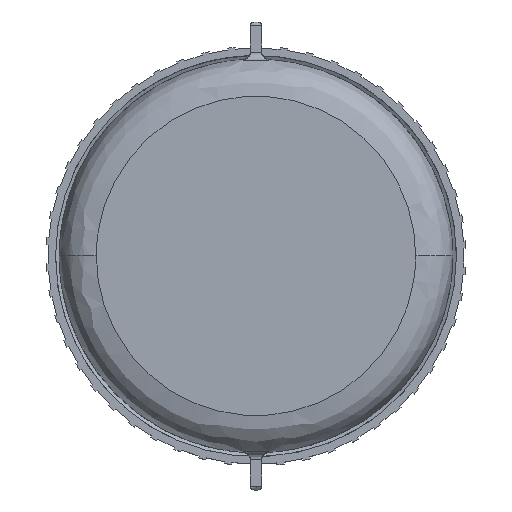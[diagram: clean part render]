
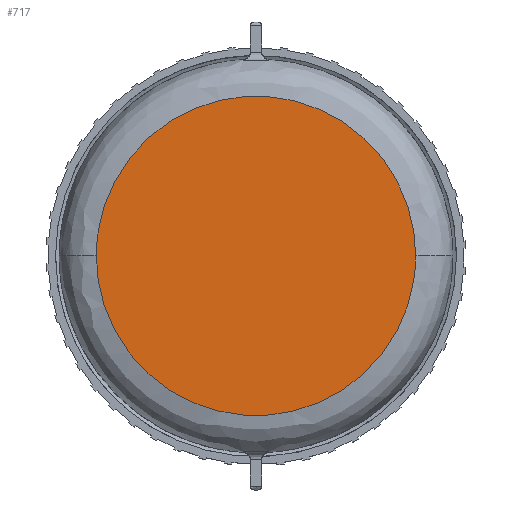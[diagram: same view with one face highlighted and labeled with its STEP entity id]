
A CAD part, top view. The second image highlights one B-rep face of the part: STEP entity #717.
In plain terms, the highlighted free-form (B-spline) face has degree [1, 1] with [2, 2] control points.
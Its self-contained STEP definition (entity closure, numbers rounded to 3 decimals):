
#21 = EDGE_CURVE('',#22,#24,#26,.T.);
#22 = VERTEX_POINT('',#23);
#23 = CARTESIAN_POINT('',(19.817,15.652,
    0.));
#24 = VERTEX_POINT('',#25);
#25 = CARTESIAN_POINT('',(-80.991,15.652,
    0.));
#26 = ( BOUNDED_CURVE() B_SPLINE_CURVE(2,(#27,#28,#29,#30,#31),
.UNSPECIFIED.,.F.,.F.) B_SPLINE_CURVE_WITH_KNOTS((3,2,3),(3.142,
4.712,6.283),.PIECEWISE_BEZIER_KNOTS.) CURVE() 
GEOMETRIC_REPRESENTATION_ITEM() RATIONAL_B_SPLINE_CURVE((1.,
0.707,1.,0.707,1.)) REPRESENTATION_ITEM('') );
#27 = CARTESIAN_POINT('',(19.817,15.652,
    0.));
#28 = CARTESIAN_POINT('',(19.817,66.056,
    0.));
#29 = CARTESIAN_POINT('',(-30.587,66.056,
    0.));
#30 = CARTESIAN_POINT('',(-80.991,66.056,
    0.));
#31 = CARTESIAN_POINT('',(-80.991,15.652,
    0.));
#717 = ADVANCED_FACE('',(#718),#729,.F.);
#718 = FACE_BOUND('',#719,.T.);
#719 = EDGE_LOOP('',(#720,#728));
#720 = ORIENTED_EDGE('',*,*,#721,.T.);
#721 = EDGE_CURVE('',#24,#22,#722,.T.);
#722 = ( BOUNDED_CURVE() B_SPLINE_CURVE(2,(#723,#724,#725,#726,#727),
.UNSPECIFIED.,.F.,.F.) B_SPLINE_CURVE_WITH_KNOTS((3,2,3),(0.,
1.571,3.142),.PIECEWISE_BEZIER_KNOTS.) CURVE() 
GEOMETRIC_REPRESENTATION_ITEM() RATIONAL_B_SPLINE_CURVE((1.,
0.707,1.,0.707,1.)) REPRESENTATION_ITEM('') );
#723 = CARTESIAN_POINT('',(-80.991,15.652,
    0.));
#724 = CARTESIAN_POINT('',(-80.991,-34.752,
    0.));
#725 = CARTESIAN_POINT('',(-30.587,-34.752,
    0.));
#726 = CARTESIAN_POINT('',(19.817,-34.752,
    0.));
#727 = CARTESIAN_POINT('',(19.817,15.652,
    0.));
#728 = ORIENTED_EDGE('',*,*,#21,.T.);
#729 = B_SPLINE_SURFACE_WITH_KNOTS('',1,1,(
    (#730,#731)
    ,(#732,#733
    )),.UNSPECIFIED.,.F.,.F.,.F.,(2,2),(2,2),(-43.,43.),(-43.,43.),
  .PIECEWISE_BEZIER_KNOTS.);
#730 = CARTESIAN_POINT('',(19.817,-34.752,
    0.));
#731 = CARTESIAN_POINT('',(19.817,66.056,
    0.));
#732 = CARTESIAN_POINT('',(-80.991,-34.752,
    0.));
#733 = CARTESIAN_POINT('',(-80.991,66.056,
    0.));
